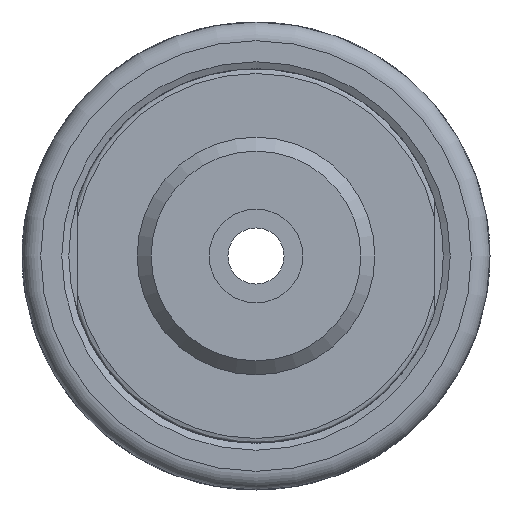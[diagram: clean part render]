
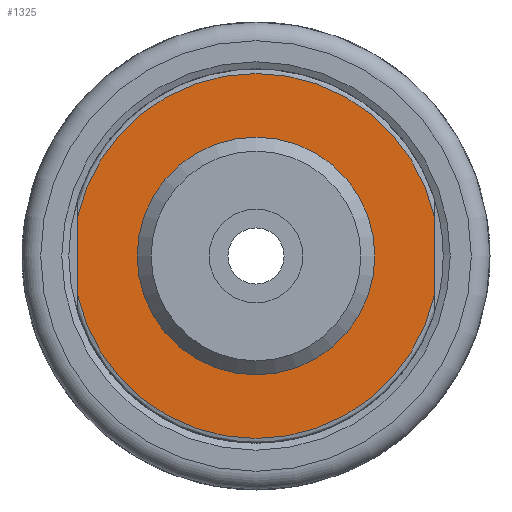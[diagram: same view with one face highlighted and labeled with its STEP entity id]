
A CAD part, left-side view. The second image highlights one B-rep face of the part: STEP entity #1325.
In plain terms, the highlighted planar face has unit normal (-1, 0, 0).
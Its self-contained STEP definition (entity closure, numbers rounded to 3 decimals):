
#47=FACE_BOUND('',#206,.T.);
#131=FACE_OUTER_BOUND('',#205,.T.);
#205=EDGE_LOOP('',(#954,#955,#956,#957));
#206=EDGE_LOOP('',(#958,#959));
#267=LINE('',#2005,#330);
#273=LINE('',#2054,#336);
#330=VECTOR('',#1583,10.);
#336=VECTOR('',#1609,10.);
#398=CIRCLE('',#1410,19.5);
#425=CIRCLE('',#1451,12.65);
#426=CIRCLE('',#1452,12.65);
#427=CIRCLE('',#1454,19.5);
#496=VERTEX_POINT('',#1991);
#497=VERTEX_POINT('',#2004);
#505=VERTEX_POINT('',#2036);
#506=VERTEX_POINT('',#2053);
#531=VERTEX_POINT('',#2135);
#532=VERTEX_POINT('',#2137);
#647=EDGE_CURVE('',#497,#496,#267,.T.);
#658=EDGE_CURVE('',#497,#505,#398,.T.);
#661=EDGE_CURVE('',#506,#505,#273,.T.);
#696=EDGE_CURVE('',#532,#531,#425,.T.);
#697=EDGE_CURVE('',#531,#532,#426,.T.);
#698=EDGE_CURVE('',#506,#496,#427,.T.);
#954=ORIENTED_EDGE('',*,*,#647,.T.);
#955=ORIENTED_EDGE('',*,*,#698,.F.);
#956=ORIENTED_EDGE('',*,*,#661,.T.);
#957=ORIENTED_EDGE('',*,*,#658,.F.);
#958=ORIENTED_EDGE('',*,*,#696,.T.);
#959=ORIENTED_EDGE('',*,*,#697,.T.);
#1282=PLANE('',#1453);
#1325=ADVANCED_FACE('',(#131,#47),#1282,.T.);
#1410=AXIS2_PLACEMENT_3D('',#2037,#1602,#1603);
#1451=AXIS2_PLACEMENT_3D('',#2138,#1693,#1694);
#1452=AXIS2_PLACEMENT_3D('',#2139,#1695,#1696);
#1453=AXIS2_PLACEMENT_3D('',#2140,#1697,#1698);
#1454=AXIS2_PLACEMENT_3D('',#2141,#1699,#1700);
#1583=DIRECTION('',(0.,0.,1.));
#1602=DIRECTION('center_axis',(1.,0.,0.));
#1603=DIRECTION('ref_axis',(0.,0.,-1.));
#1609=DIRECTION('',(0.,0.,-1.));
#1693=DIRECTION('center_axis',(1.,0.,0.));
#1694=DIRECTION('ref_axis',(0.,0.,-1.));
#1695=DIRECTION('center_axis',(1.,0.,0.));
#1696=DIRECTION('ref_axis',(0.,0.,-1.));
#1697=DIRECTION('center_axis',(-1.,0.,0.));
#1698=DIRECTION('ref_axis',(0.,0.,1.));
#1699=DIRECTION('center_axis',(1.,0.,0.));
#1700=DIRECTION('ref_axis',(0.,0.,-1.));
#1991=CARTESIAN_POINT('',(0.,-19.05,4.165));
#2004=CARTESIAN_POINT('',(0.,-19.05,-4.165));
#2005=CARTESIAN_POINT('',(0.,-19.05,-0.75));
#2036=CARTESIAN_POINT('',(0.,19.05,-4.165));
#2037=CARTESIAN_POINT('Origin',(0.,0.,0.));
#2053=CARTESIAN_POINT('',(0.,19.05,4.165));
#2054=CARTESIAN_POINT('',(0.,19.05,0.75));
#2135=CARTESIAN_POINT('',(0.,0.,12.65));
#2137=CARTESIAN_POINT('',(0.,12.65,0.));
#2138=CARTESIAN_POINT('Origin',(0.,0.,0.));
#2139=CARTESIAN_POINT('Origin',(0.,0.,0.));
#2140=CARTESIAN_POINT('Origin',(0.,19.5,0.));
#2141=CARTESIAN_POINT('Origin',(0.,0.,0.));
